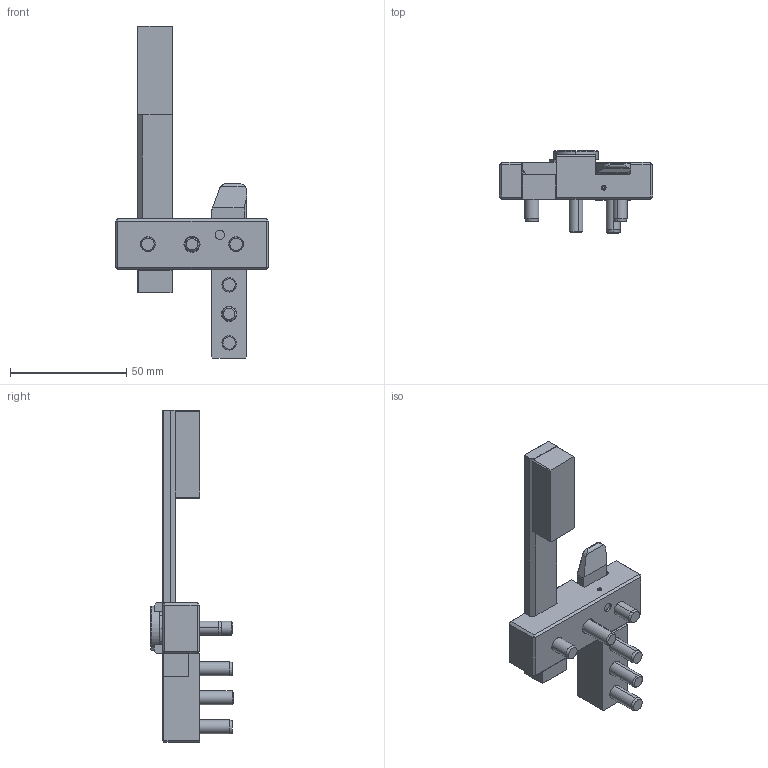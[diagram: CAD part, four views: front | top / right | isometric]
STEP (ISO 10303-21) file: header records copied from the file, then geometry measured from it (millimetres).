
FILE_DESCRIPTION (( 'STEP AP214' ), '1' );
FILE_NAME ('GS226616.STEP', '2022-01-20T14:27:05', ( '' ), ( '' ), 'SwSTEP 2.0', 'SolidWorks 2019', '' );
FILE_SCHEMA (( 'AUTOMOTIVE_DESIGN' ));
Length unit declared in the file: millimetre
Products named in the file (15): 9GS226616-7; 9GS226616-2_Gs.226616; 1DIN7991635_DIN 7991 - M6 x 35 --- 35C; DIN 6325 ﾘ2x6; GS226616; 9GS226616-3_Gs.226616; 9GS226616; 9GS226616-6; 1PCI6325630_Parallel Pin ISO 8734 - 6 x 30 - A - St; 9GS226616-1_GS.226616; 3MUELLE-GS_Compromido; 1DIN7991630_DIN 7991 - M6 x 30 --- 30C; 1PCI6325620_Parallel Pin ISO 8734 - 6 x 20 - A - St; 9GS226616-5_Gs.226616; 9GS226616-4
Assembly tree (16 placements, depth 3):
  GS226616
    9GS226616
      DIN 6325 ﾘ2x6
      9GS226616-1_GS.226616
      9GS226616-2_Gs.226616
      9GS226616-3_Gs.226616
      9GS226616-4
      9GS226616-5_Gs.226616
      9GS226616-6
      9GS226616-7
    3MUELLE-GS_Compromido
    1DIN7991630_DIN 7991 - M6 x 30 --- 30C
    1DIN7991635_DIN 7991 - M6 x 35 --- 35C
    1PCI6325630_Parallel Pin ISO 8734 - 6 x 30 - A - St  x2
    1PCI6325620_Parallel Pin ISO 8734 - 6 x 20 - A - St  x2
Bounding box: 66 x 35.6 x 143 mm (x, y, z)
Volume: 49492.1 mm3; surface area: 25569.8 mm2
Topology: 15 solids, 15 shells, 1757 faces, 4822 edges, 3167 vertices
Faces by surface type: plane 1596, cylinder 82, cone 65, torus 10, bspline 4
Entity records: 73169 total; most frequent: CARTESIAN_POINT 12004, ORIENTED_EDGE 9580, DIRECTION 8497, EDGE_CURVE 4790, VECTOR 4513, LINE 4513, VERTEX_POINT 3151, AXIS2_PLACEMENT_3D 1992
